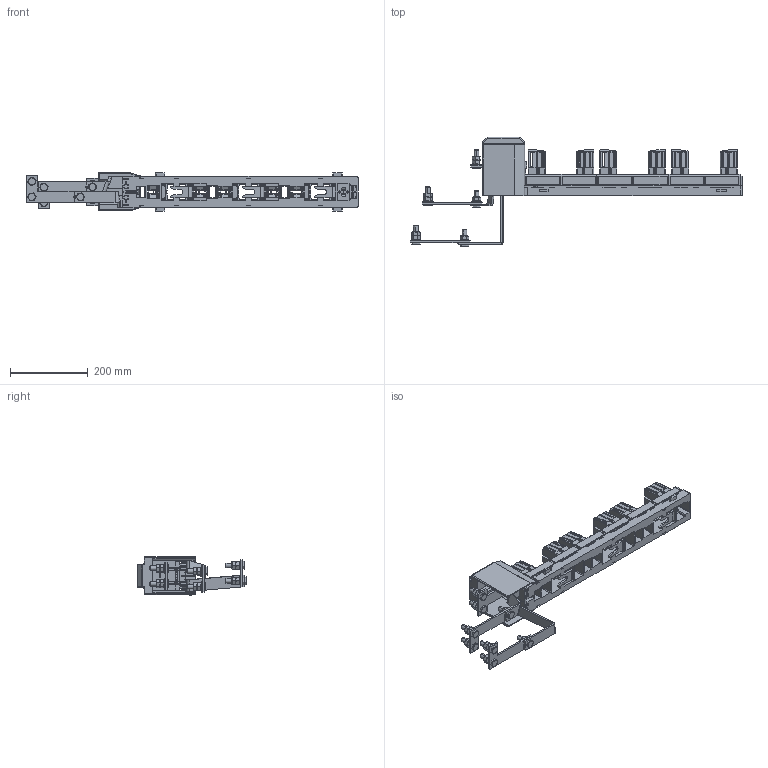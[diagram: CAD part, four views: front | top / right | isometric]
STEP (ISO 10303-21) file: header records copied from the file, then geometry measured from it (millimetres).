
FILE_DESCRIPTION (( 'STEP AP203' ), '1' );
FILE_NAME ('ÏÄÏ 3-TM2 630A Ó.STEP', '2022-10-17T19:32:53', ( '' ), ( '' ), 'SwSTEP 2.0', 'SolidWorks 2018', '' );
FILE_SCHEMA (( 'CONFIG_CONTROL_DESIGN' ));
Length unit declared in the file: millimetre
Products named in the file (1): ﾏﾄﾏ3-TM2630A ﾓ
Bounding box: 854.9 x 281.1 x 99 mm (x, y, z)
Surface area: 661684 mm2 (no closed solid volume)
Topology: 0 solids, 141 shells, 2208 faces, 7774 edges, 5418 vertices
Faces by surface type: plane 1460, cylinder 473, cone 104, torus 88, sphere 59, bspline 24
Entity records: 84481 total; most frequent: CARTESIAN_POINT 20010, DIRECTION 12771, ORIENTED_EDGE 12403, EDGE_CURVE 7731, VECTOR 5885, LINE 5885, VERTEX_POINT 5418, AXIS2_PLACEMENT_3D 3443
